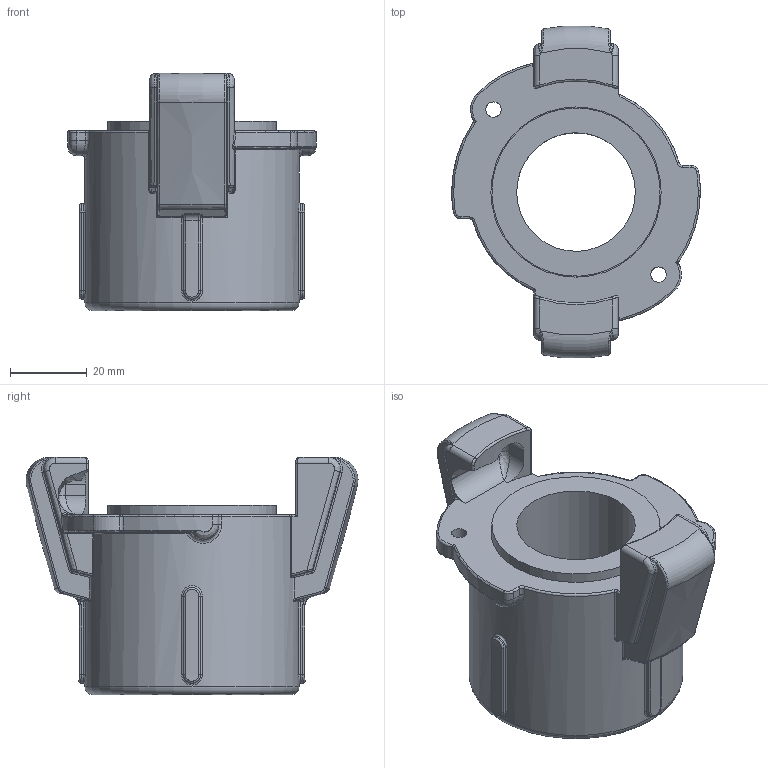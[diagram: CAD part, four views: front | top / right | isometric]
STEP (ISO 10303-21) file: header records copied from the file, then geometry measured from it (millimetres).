
FILE_DESCRIPTION(/* description */ (''),/* implementation_level */ '2;1');
FILE_NAME(/* name */ 'sk_50_tn.stp',/* time_stamp */ '2020-04-28T07:24:50+02:00',/* author */ ('schnellinger'),/* organization */ (''),/* preprocessor_version */ 'ST-DEVELOPER v17',/* originating_system */ 'Autodesk Inventor 2018',/* authorisation */ '0 mm^3');
FILE_SCHEMA (('AUTOMOTIVE_DESIGN { 1 0 10303 214 3 1 1 }'));
Length unit declared in the file: millimetre
Products named in the file (1): 20070503G0000002-00_Shrinkwrap_1
Bounding box: 64.99 x 86.79 x 62 mm (x, y, z)
Volume: 78525.3 mm3; surface area: 30474.8 mm2
Topology: 2 solids, 2 shells, 333 faces, 807 edges, 461 vertices
Faces by surface type: bspline 131, cylinder 92, plane 45, torus 44, cone 13, sphere 8
Full cylindrical faces by diameter (mm): 4 x2, 31 x1, 41 x2, 43 x1, 44 x3, 44.5 x1, 45.67 x1, 56 x1
Entity records: 14309 total; most frequent: CARTESIAN_POINT 7035, ORIENTED_EDGE 1570, DIRECTION 1230, EDGE_CURVE 785, AXIS2_PLACEMENT_3D 534, VERTEX_POINT 461, EDGE_LOOP 346, STYLED_ITEM 335
